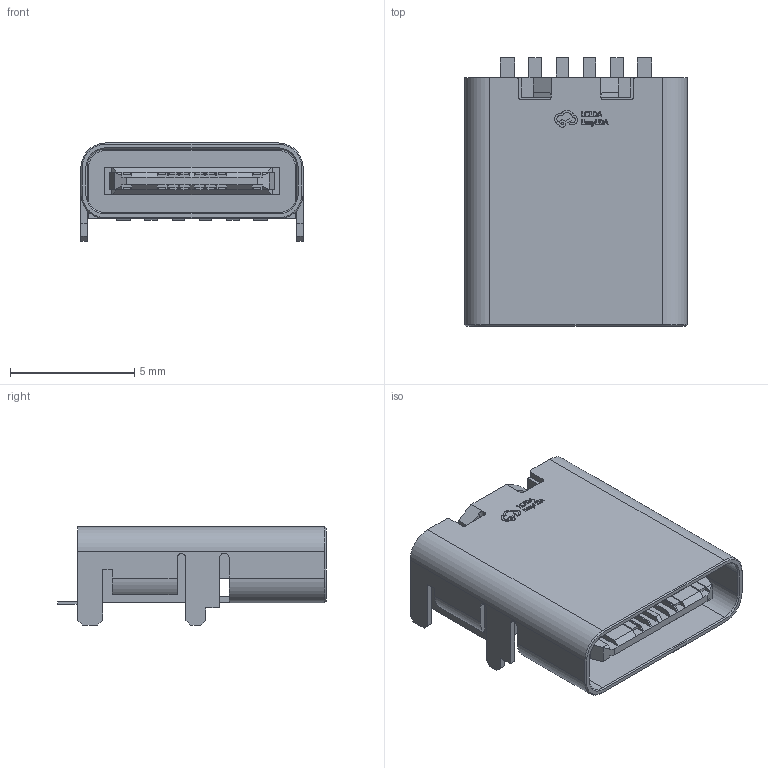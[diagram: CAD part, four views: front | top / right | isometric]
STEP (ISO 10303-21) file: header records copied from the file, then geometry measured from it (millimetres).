
FILE_DESCRIPTION (( 'STEP AP214' ), '1' );
FILE_NAME ('USB-C-SMD_YPE-C-6PWTL-10-0108.STEP', '2024-09-05T05:26:01', ( '个人用户' ), ( '微软中国' ), 'SwSTEP 2.0', 'SolidWorks 2020', '' );
FILE_SCHEMA (( 'AUTOMOTIVE_DESIGN' ));
Length unit declared in the file: millimetre
Products named in the file (1): USB-C-SMD_YPE-C-6PWTL-10-0108
Bounding box: 8.94 x 10.8 x 3.97 mm (x, y, z)
Volume: 175.5 mm3; surface area: 621.6 mm2
Topology: 8 solids, 8 shells, 608 faces, 1609 edges, 1036 vertices
Faces by surface type: plane 460, bspline 98, cylinder 42, cone 8
Entity records: 25749 total; most frequent: CARTESIAN_POINT 4578, ORIENTED_EDGE 3218, DIRECTION 2511, EDGE_CURVE 1609, VECTOR 1317, LINE 1317, VERTEX_POINT 1036, EDGE_LOOP 629
